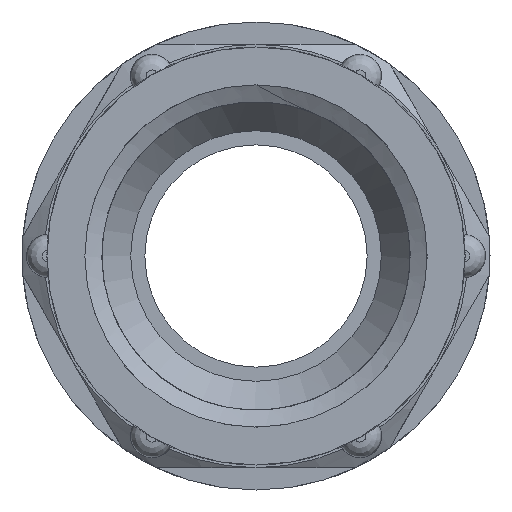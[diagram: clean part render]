
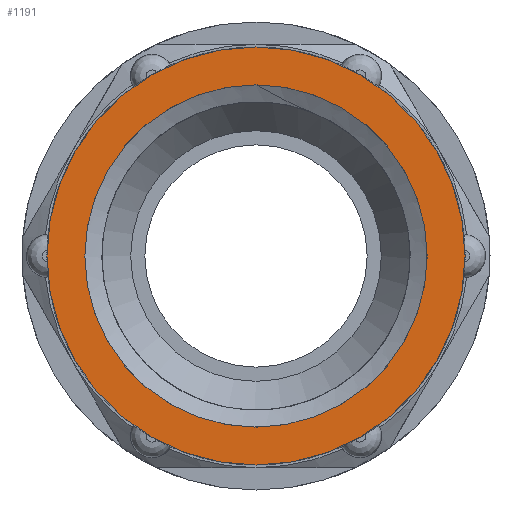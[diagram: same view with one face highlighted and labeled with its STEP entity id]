
A CAD part, left-side view. The second image highlights one B-rep face of the part: STEP entity #1191.
In plain terms, the highlighted planar face has unit normal (-1, 0, 0).
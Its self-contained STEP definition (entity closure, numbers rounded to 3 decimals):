
#47=FACE_BOUND('',#335,.T.);
#106=CIRCLE('',#1278,9.38);
#126=CIRCLE('',#1335,7.681);
#170=PLANE('',#1336);
#250=FACE_OUTER_BOUND('',#334,.T.);
#334=EDGE_LOOP('',(#1091));
#335=EDGE_LOOP('',(#1092));
#546=VERTEX_POINT('',#4597);
#577=VERTEX_POINT('',#4763);
#689=EDGE_CURVE('',#546,#546,#106,.T.);
#751=EDGE_CURVE('',#577,#577,#126,.T.);
#1091=ORIENTED_EDGE('',*,*,#689,.F.);
#1092=ORIENTED_EDGE('',*,*,#751,.T.);
#1191=ADVANCED_FACE('',(#250,#47),#170,.T.);
#1278=AXIS2_PLACEMENT_3D('',#4598,#1515,#1516);
#1335=AXIS2_PLACEMENT_3D('',#4764,#1653,#1654);
#1336=AXIS2_PLACEMENT_3D('',#4765,#1655,#1656);
#1515=DIRECTION('center_axis',(1.,0.,0.));
#1516=DIRECTION('ref_axis',(0.,0.,-1.));
#1653=DIRECTION('center_axis',(1.,0.,0.));
#1654=DIRECTION('ref_axis',(0.,0.,-1.));
#1655=DIRECTION('center_axis',(-1.,0.,0.));
#1656=DIRECTION('ref_axis',(0.,0.,1.));
#4597=CARTESIAN_POINT('',(-24.5,9.38,0.));
#4598=CARTESIAN_POINT('Origin',(-24.5,0.,0.));
#4763=CARTESIAN_POINT('',(-24.5,7.681,0.));
#4764=CARTESIAN_POINT('Origin',(-24.5,0.,0.));
#4765=CARTESIAN_POINT('Origin',(-24.5,9.38,0.));
